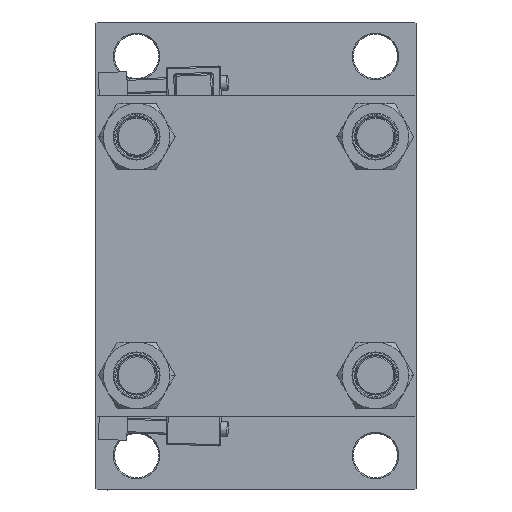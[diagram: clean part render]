
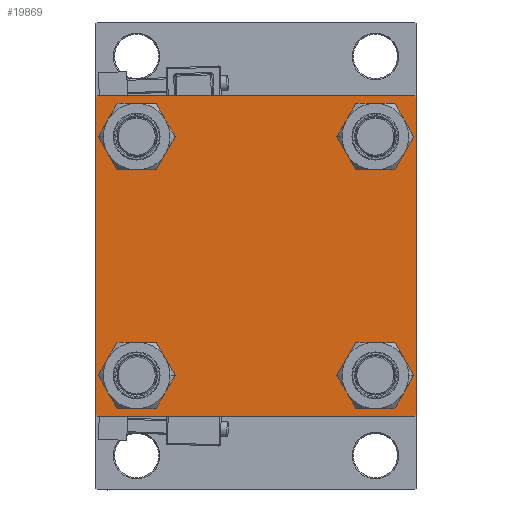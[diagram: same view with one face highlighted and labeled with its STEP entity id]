
A CAD part, left-side view. The second image highlights one B-rep face of the part: STEP entity #19869.
In plain terms, the highlighted planar face has unit normal (-1, 0, 0).
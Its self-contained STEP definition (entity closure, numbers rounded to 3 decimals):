
#710 = DIRECTION ( 'NONE',  ( 0., -0.707, 0.707 ) ) ;
#842 = ORIENTED_EDGE ( 'NONE', *, *, #20648, .T. ) ;
#1279 = AXIS2_PLACEMENT_3D ( 'NONE', #27351, #31430, #12346 ) ;
#1657 = DIRECTION ( 'NONE',  ( 0., 0., 1. ) ) ;
#1804 = ORIENTED_EDGE ( 'NONE', *, *, #29237, .T. ) ;
#2082 = DIRECTION ( 'NONE',  ( 1., 0., 0. ) ) ;
#3053 = ORIENTED_EDGE ( 'NONE', *, *, #5921, .T. ) ;
#4494 = ORIENTED_EDGE ( 'NONE', *, *, #5070, .T. ) ;
#4941 = CARTESIAN_POINT ( 'NONE',  ( 0., -48.45, 56.95 ) ) ;
#5070 = EDGE_CURVE ( 'NONE', #26862, #15120, #49877, .T. ) ;
#5160 = CARTESIAN_POINT ( 'NONE',  ( 0., -65., -64.5 ) ) ;
#5402 = DIRECTION ( 'NONE',  ( 0., 0., 1. ) ) ;
#5612 = VECTOR ( 'NONE', #15930, 1000. ) ;
#5891 = CARTESIAN_POINT ( 'NONE',  ( 0., 48.45, 39.95 ) ) ;
#5921 = EDGE_CURVE ( 'NONE', #48100, #10816, #20466, .T. ) ;
#5945 = CARTESIAN_POINT ( 'NONE',  ( 0., 65., 65. ) ) ;
#6613 = ORIENTED_EDGE ( 'NONE', *, *, #22947, .T. ) ;
#6695 = CIRCLE ( 'NONE', #48970, 8.5 ) ;
#7455 = CARTESIAN_POINT ( 'NONE',  ( 0., -48.45, -39.95 ) ) ;
#7686 = DIRECTION ( 'NONE',  ( 0., 0., 1. ) ) ;
#7731 = PLANE ( 'NONE',  #17742 ) ;
#7744 = VERTEX_POINT ( 'NONE', #7455 ) ;
#8680 = EDGE_CURVE ( 'NONE', #47665, #27175, #39885, .T. ) ;
#8725 = EDGE_CURVE ( 'NONE', #35913, #23313, #9007, .T. ) ;
#8806 = ORIENTED_EDGE ( 'NONE', *, *, #39965, .T. ) ;
#9007 = CIRCLE ( 'NONE', #22004, 8.5 ) ;
#9744 = ORIENTED_EDGE ( 'NONE', *, *, #13681, .T. ) ;
#10759 = EDGE_CURVE ( 'NONE', #10816, #26862, #16957, .T. ) ;
#10816 = VERTEX_POINT ( 'NONE', #39376 ) ;
#11032 = CIRCLE ( 'NONE', #1279, 8.5 ) ;
#11290 = FACE_BOUND ( 'NONE', #26867, .T. ) ;
#11567 = EDGE_CURVE ( 'NONE', #23313, #35913, #6695, .T. ) ;
#12025 = FACE_OUTER_BOUND ( 'NONE', #16544, .T. ) ;
#12142 = CARTESIAN_POINT ( 'NONE',  ( 0., 64.5, 65. ) ) ;
#12346 = DIRECTION ( 'NONE',  ( 0., 0., 1. ) ) ;
#12817 = DIRECTION ( 'NONE',  ( 0., 0.707, -0.707 ) ) ;
#13283 = DIRECTION ( 'NONE',  ( 1., 0., 0. ) ) ;
#13681 = EDGE_CURVE ( 'NONE', #16489, #40837, #11032, .T. ) ;
#15110 = FACE_BOUND ( 'NONE', #35901, .T. ) ;
#15120 = VERTEX_POINT ( 'NONE', #16170 ) ;
#15270 = VECTOR ( 'NONE', #710, 1000. ) ;
#15355 = FACE_BOUND ( 'NONE', #33124, .T. ) ;
#15771 = EDGE_CURVE ( 'NONE', #48100, #27044, #40790, .T. ) ;
#15930 = DIRECTION ( 'NONE',  ( 0., 0., -1. ) ) ;
#16170 = CARTESIAN_POINT ( 'NONE',  ( 0., 64.5, -65. ) ) ;
#16195 = VECTOR ( 'NONE', #19583, 1000. ) ;
#16236 = ORIENTED_EDGE ( 'NONE', *, *, #10759, .T. ) ;
#16350 = AXIS2_PLACEMENT_3D ( 'NONE', #17415, #24544, #1657 ) ;
#16489 = VERTEX_POINT ( 'NONE', #4941 ) ;
#16544 = EDGE_LOOP ( 'NONE', ( #16236, #4494, #29495, #6613, #27293, #8806, #18315, #3053 ) ) ;
#16957 = LINE ( 'NONE', #43190, #42422 ) ;
#17415 = CARTESIAN_POINT ( 'NONE',  ( 0., -48.45, -48.45 ) ) ;
#17739 = CARTESIAN_POINT ( 'NONE',  ( 0., -48.45, 48.45 ) ) ;
#17742 = AXIS2_PLACEMENT_3D ( 'NONE', #38280, #19434, #46656 ) ;
#18138 = DIRECTION ( 'NONE',  ( 0., -1., 0. ) ) ;
#18315 = ORIENTED_EDGE ( 'NONE', *, *, #15771, .F. ) ;
#18938 = CARTESIAN_POINT ( 'NONE',  ( 0., -48.45, -48.45 ) ) ;
#19307 = VERTEX_POINT ( 'NONE', #44520 ) ;
#19434 = DIRECTION ( 'NONE',  ( -1., 0., 0. ) ) ;
#19563 = AXIS2_PLACEMENT_3D ( 'NONE', #27489, #34658, #7686 ) ;
#19583 = DIRECTION ( 'NONE',  ( 0., 0.707, 0.707 ) ) ;
#19869 = ADVANCED_FACE ( 'NONE', ( #11290, #15355, #15110, #46407, #12025 ), #7731, .T. ) ;
#20009 = LINE ( 'NONE', #31697, #5612 ) ;
#20044 = LINE ( 'NONE', #35556, #15270 ) ;
#20466 = LINE ( 'NONE', #31401, #47906 ) ;
#20648 = EDGE_CURVE ( 'NONE', #40837, #16489, #24267, .T. ) ;
#21026 = DIRECTION ( 'NONE',  ( 0., 0., -1. ) ) ;
#21812 = VERTEX_POINT ( 'NONE', #49331 ) ;
#21908 = CARTESIAN_POINT ( 'NONE',  ( 0., 48.45, 48.45 ) ) ;
#22004 = AXIS2_PLACEMENT_3D ( 'NONE', #40006, #36188, #36435 ) ;
#22947 = EDGE_CURVE ( 'NONE', #36457, #28710, #20044, .T. ) ;
#22974 = CARTESIAN_POINT ( 'NONE',  ( 0., 48.45, -39.95 ) ) ;
#23313 = VERTEX_POINT ( 'NONE', #28614 ) ;
#23596 = VECTOR ( 'NONE', #38274, 1000. ) ;
#24267 = CIRCLE ( 'NONE', #35644, 8.5 ) ;
#24544 = DIRECTION ( 'NONE',  ( 1., 0., 0. ) ) ;
#25257 = ORIENTED_EDGE ( 'NONE', *, *, #8680, .T. ) ;
#25289 = CIRCLE ( 'NONE', #16350, 8.5 ) ;
#25471 = CARTESIAN_POINT ( 'NONE',  ( 0., 48.45, -48.45 ) ) ;
#25678 = ORIENTED_EDGE ( 'NONE', *, *, #8725, .T. ) ;
#25947 = VECTOR ( 'NONE', #41042, 1000. ) ;
#26056 = ORIENTED_EDGE ( 'NONE', *, *, #43313, .T. ) ;
#26796 = AXIS2_PLACEMENT_3D ( 'NONE', #18938, #30613, #30867 ) ;
#26862 = VERTEX_POINT ( 'NONE', #41930 ) ;
#26867 = EDGE_LOOP ( 'NONE', ( #9744, #842 ) ) ;
#27044 = VERTEX_POINT ( 'NONE', #37044 ) ;
#27175 = VERTEX_POINT ( 'NONE', #43111 ) ;
#27293 = ORIENTED_EDGE ( 'NONE', *, *, #39396, .F. ) ;
#27351 = CARTESIAN_POINT ( 'NONE',  ( 0., -48.45, 48.45 ) ) ;
#27489 = CARTESIAN_POINT ( 'NONE',  ( 0., 48.45, -48.45 ) ) ;
#28614 = CARTESIAN_POINT ( 'NONE',  ( 0., 48.45, 56.95 ) ) ;
#28710 = VERTEX_POINT ( 'NONE', #5160 ) ;
#29181 = DIRECTION ( 'NONE',  ( 1., 0., 0. ) ) ;
#29237 = EDGE_CURVE ( 'NONE', #7744, #21812, #25289, .T. ) ;
#29495 = ORIENTED_EDGE ( 'NONE', *, *, #45870, .T. ) ;
#30613 = DIRECTION ( 'NONE',  ( 1., 0., 0. ) ) ;
#30867 = DIRECTION ( 'NONE',  ( 0., 0., 1. ) ) ;
#30937 = AXIS2_PLACEMENT_3D ( 'NONE', #25471, #13283, #40498 ) ;
#31401 = CARTESIAN_POINT ( 'NONE',  ( 0., 64.75, 64.75 ) ) ;
#31430 = DIRECTION ( 'NONE',  ( 1., 0., 0. ) ) ;
#31697 = CARTESIAN_POINT ( 'NONE',  ( 0., -65., 65. ) ) ;
#33020 = DIRECTION ( 'NONE',  ( 0., 0., 1. ) ) ;
#33124 = EDGE_LOOP ( 'NONE', ( #1804, #39986 ) ) ;
#34651 = VECTOR ( 'NONE', #18138, 1000. ) ;
#34658 = DIRECTION ( 'NONE',  ( 1., 0., 0. ) ) ;
#35204 = CARTESIAN_POINT ( 'NONE',  ( 0., 65., -65. ) ) ;
#35347 = LINE ( 'NONE', #38169, #16195 ) ;
#35556 = CARTESIAN_POINT ( 'NONE',  ( 0., -64.75, -64.75 ) ) ;
#35644 = AXIS2_PLACEMENT_3D ( 'NONE', #17739, #29181, #33020 ) ;
#35842 = EDGE_LOOP ( 'NONE', ( #44826, #25678 ) ) ;
#35901 = EDGE_LOOP ( 'NONE', ( #25257, #26056 ) ) ;
#35913 = VERTEX_POINT ( 'NONE', #5891 ) ;
#35988 = CARTESIAN_POINT ( 'NONE',  ( 0., -64.5, -65. ) ) ;
#36188 = DIRECTION ( 'NONE',  ( 1., 0., 0. ) ) ;
#36435 = DIRECTION ( 'NONE',  ( 0., 0., 1. ) ) ;
#36457 = VERTEX_POINT ( 'NONE', #35988 ) ;
#36556 = CIRCLE ( 'NONE', #26796, 8.5 ) ;
#37044 = CARTESIAN_POINT ( 'NONE',  ( 0., -64.5, 65. ) ) ;
#38169 = CARTESIAN_POINT ( 'NONE',  ( 0., -64.75, 64.75 ) ) ;
#38274 = DIRECTION ( 'NONE',  ( 0., -1., 0. ) ) ;
#38280 = CARTESIAN_POINT ( 'NONE',  ( 0., 0., 0. ) ) ;
#39376 = CARTESIAN_POINT ( 'NONE',  ( 0., 65., 64.5 ) ) ;
#39396 = EDGE_CURVE ( 'NONE', #19307, #28710, #20009, .T. ) ;
#39885 = CIRCLE ( 'NONE', #30937, 8.5 ) ;
#39965 = EDGE_CURVE ( 'NONE', #19307, #27044, #35347, .T. ) ;
#39986 = ORIENTED_EDGE ( 'NONE', *, *, #40876, .T. ) ;
#40006 = CARTESIAN_POINT ( 'NONE',  ( 0., 48.45, 48.45 ) ) ;
#40296 = CARTESIAN_POINT ( 'NONE',  ( 0., 64.75, -64.75 ) ) ;
#40498 = DIRECTION ( 'NONE',  ( 0., 0., 1. ) ) ;
#40790 = LINE ( 'NONE', #5945, #34651 ) ;
#40837 = VERTEX_POINT ( 'NONE', #49466 ) ;
#40876 = EDGE_CURVE ( 'NONE', #21812, #7744, #36556, .T. ) ;
#41042 = DIRECTION ( 'NONE',  ( 0., -0.707, -0.707 ) ) ;
#41489 = CIRCLE ( 'NONE', #19563, 8.5 ) ;
#41930 = CARTESIAN_POINT ( 'NONE',  ( 0., 65., -64.5 ) ) ;
#42422 = VECTOR ( 'NONE', #21026, 1000. ) ;
#43111 = CARTESIAN_POINT ( 'NONE',  ( 0., 48.45, -56.95 ) ) ;
#43190 = CARTESIAN_POINT ( 'NONE',  ( 0., 65., 65. ) ) ;
#43313 = EDGE_CURVE ( 'NONE', #27175, #47665, #41489, .T. ) ;
#44520 = CARTESIAN_POINT ( 'NONE',  ( 0., -65., 64.5 ) ) ;
#44826 = ORIENTED_EDGE ( 'NONE', *, *, #11567, .T. ) ;
#45870 = EDGE_CURVE ( 'NONE', #15120, #36457, #46651, .T. ) ;
#46407 = FACE_BOUND ( 'NONE', #35842, .T. ) ;
#46651 = LINE ( 'NONE', #35204, #23596 ) ;
#46656 = DIRECTION ( 'NONE',  ( 0., 0., 1. ) ) ;
#47665 = VERTEX_POINT ( 'NONE', #22974 ) ;
#47906 = VECTOR ( 'NONE', #12817, 1000. ) ;
#48100 = VERTEX_POINT ( 'NONE', #12142 ) ;
#48970 = AXIS2_PLACEMENT_3D ( 'NONE', #21908, #2082, #5402 ) ;
#49331 = CARTESIAN_POINT ( 'NONE',  ( 0., -48.45, -56.95 ) ) ;
#49466 = CARTESIAN_POINT ( 'NONE',  ( 0., -48.45, 39.95 ) ) ;
#49877 = LINE ( 'NONE', #40296, #25947 ) ;
